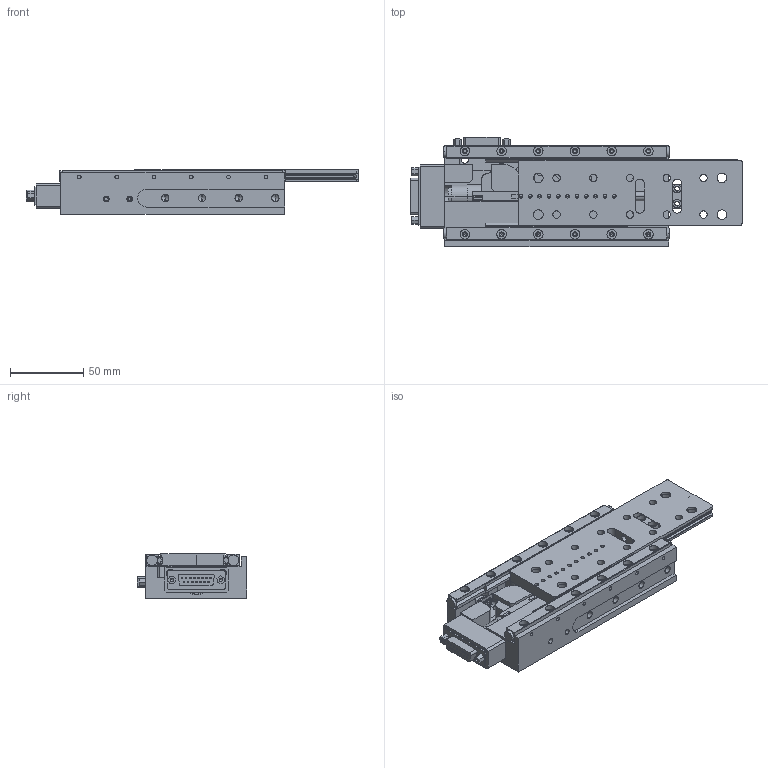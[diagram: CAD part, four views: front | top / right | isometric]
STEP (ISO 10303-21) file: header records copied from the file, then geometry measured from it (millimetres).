
FILE_DESCRIPTION (( 'STEP AP214' ), '1' );
FILE_NAME ('LS-50HE ASSEMBLY (Slide Extended 50mm).STEP', '2020-05-18T16:26:37', ( 'Matthew' ), ( 'Microsoft' ), 'SwSTEP 2.0', 'SolidWorks 2020', '' );
FILE_SCHEMA (( 'AUTOMOTIVE_DESIGN' ));
Length unit declared in the file: millimetre
Products named in the file (1): LS-50HE ASSEMBLY (Slide Extended 50mm)
Bounding box: 226 x 74.4 x 30 mm (x, y, z)
Volume: 241520.7 mm3; surface area: 110785.3 mm2
Topology: 26 solids, 26 shells, 1422 faces, 3507 edges, 2166 vertices
Faces by surface type: cylinder 682, plane 574, cone 154, torus 12
Entity records: 46307 total; most frequent: CARTESIAN_POINT 10052, DIRECTION 7577, ORIENTED_EDGE 6806, EDGE_CURVE 3403, AXIS2_PLACEMENT_3D 2856, VERTEX_POINT 2166, LINE 1865, VECTOR 1865
